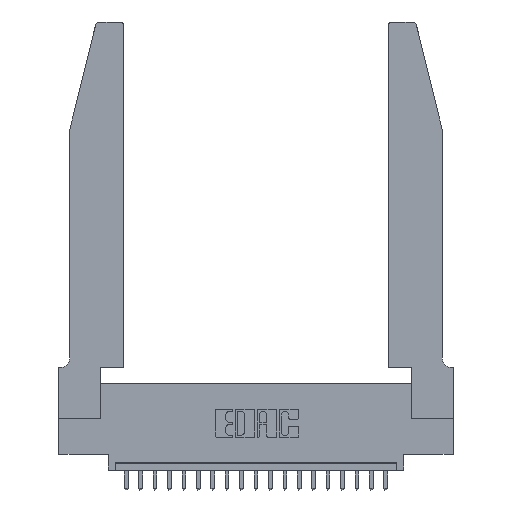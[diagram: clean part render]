
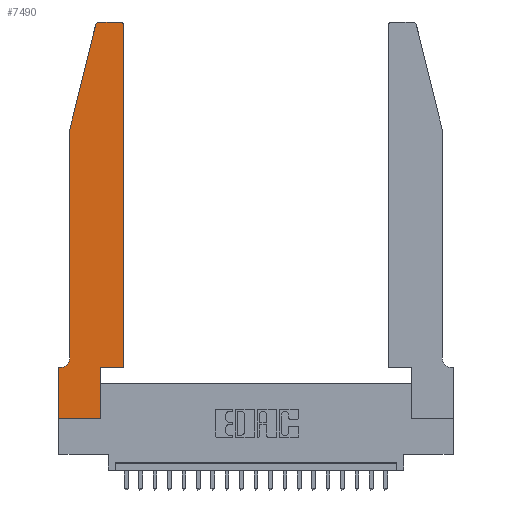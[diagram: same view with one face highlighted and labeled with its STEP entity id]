
A CAD part, top view. The second image highlights one B-rep face of the part: STEP entity #7490.
In plain terms, the highlighted planar face has unit normal (0, 0, 1).
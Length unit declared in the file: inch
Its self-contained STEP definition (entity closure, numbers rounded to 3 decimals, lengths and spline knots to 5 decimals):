
#189 = CARTESIAN_POINT ( 'NONE',  ( 0.4205, 2.75, 0.37 ) ) ;
#203 = EDGE_CURVE ( 'NONE', #13934, #17352, #16376, .T. ) ;
#491 = CARTESIAN_POINT ( 'NONE',  ( 0.284, 2.72, 0.37 ) ) ;
#570 = LINE ( 'NONE', #20804, #14304 ) ;
#573 = VERTEX_POINT ( 'NONE', #8202 ) ;
#635 = DIRECTION ( 'NONE',  ( 0., 0., 1. ) ) ;
#641 = DIRECTION ( 'NONE',  ( 0., 0., -1. ) ) ;
#768 = DIRECTION ( 'NONE',  ( 1., 0., 0. ) ) ;
#1202 = VECTOR ( 'NONE', #14092, 39.37008 ) ;
#1228 = VERTEX_POINT ( 'NONE', #3781 ) ;
#1341 = EDGE_LOOP ( 'NONE', ( #6988, #9094, #16408, #12920, #15401, #17872, #13021, #12127, #14081, #22324, #14480, #12360 ) ) ;
#1526 = LINE ( 'NONE', #19145, #19323 ) ;
#1579 = CARTESIAN_POINT ( 'NONE',  ( 0.284, 2.75, 0.37 ) ) ;
#1880 = CARTESIAN_POINT ( 'NONE',  ( 0.2605, 2.75, 0.37 ) ) ;
#1986 = FACE_OUTER_BOUND ( 'NONE', #1341, .T. ) ;
#1987 = VERTEX_POINT ( 'NONE', #10063 ) ;
#2114 = LINE ( 'NONE', #7797, #16661 ) ;
#2119 = VECTOR ( 'NONE', #4941, 39.37008 ) ;
#2128 = CARTESIAN_POINT ( 'NONE',  ( 0.4505, 0.35, 0.37 ) ) ;
#2368 = VECTOR ( 'NONE', #19136, 39.37008 ) ;
#2566 = EDGE_CURVE ( 'NONE', #22071, #573, #570, .T. ) ;
#2569 = AXIS2_PLACEMENT_3D ( 'NONE', #17857, #16175, #12645 ) ;
#3781 = CARTESIAN_POINT ( 'NONE',  ( 0., 0.35, 0.37 ) ) ;
#3789 = EDGE_CURVE ( 'NONE', #19500, #14838, #14815, .T. ) ;
#4216 = CIRCLE ( 'NONE', #2569, 0.03 ) ;
#4941 = DIRECTION ( 'NONE',  ( -1., 0., 0. ) ) ;
#5135 = EDGE_CURVE ( 'NONE', #8453, #20646, #16093, .T. ) ;
#5586 = EDGE_CURVE ( 'NONE', #573, #21519, #1526, .T. ) ;
#5619 = EDGE_CURVE ( 'NONE', #19649, #19500, #4216, .T. ) ;
#6988 = ORIENTED_EDGE ( 'NONE', *, *, #3789, .T. ) ;
#7078 = CIRCLE ( 'NONE', #13823, 0.03 ) ;
#7490 = ADVANCED_FACE ( 'NONE', ( #1986 ), #21886, .T. ) ;
#7689 = CARTESIAN_POINT ( 'NONE',  ( 0.0055, 0.35, 0.37 ) ) ;
#7797 = CARTESIAN_POINT ( 'NONE',  ( 0.4505, 0.35, 0.37 ) ) ;
#7985 = AXIS2_PLACEMENT_3D ( 'NONE', #20474, #22193, #16870 ) ;
#8202 = CARTESIAN_POINT ( 'NONE',  ( 0.2865, 0., 0.37 ) ) ;
#8233 = LINE ( 'NONE', #2128, #1202 ) ;
#8453 = VERTEX_POINT ( 'NONE', #13071 ) ;
#8581 = LINE ( 'NONE', #16786, #2119 ) ;
#9094 = ORIENTED_EDGE ( 'NONE', *, *, #14366, .T. ) ;
#9550 = CARTESIAN_POINT ( 'NONE',  ( 0.25487, 2.72718, 0.37 ) ) ;
#9684 = VECTOR ( 'NONE', #17254, 39.37008 ) ;
#9956 = CARTESIAN_POINT ( 'NONE',  ( 0.2865, 0.35, 0.37 ) ) ;
#10063 = CARTESIAN_POINT ( 'NONE',  ( 0.4505, 0.35, 0.37 ) ) ;
#10475 = EDGE_CURVE ( 'NONE', #1228, #22071, #18086, .T. ) ;
#10922 = VECTOR ( 'NONE', #17119, 39.37008 ) ;
#11415 = EDGE_CURVE ( 'NONE', #21519, #1987, #2114, .T. ) ;
#12032 = CARTESIAN_POINT ( 'NONE',  ( 0.0755, 2., 0.37 ) ) ;
#12127 = ORIENTED_EDGE ( 'NONE', *, *, #2566, .T. ) ;
#12360 = ORIENTED_EDGE ( 'NONE', *, *, #5619, .T. ) ;
#12401 = CARTESIAN_POINT ( 'NONE',  ( 0.0755, 2., 0.37 ) ) ;
#12550 = CARTESIAN_POINT ( 'NONE',  ( 0.0055, 0.42, 0.37 ) ) ;
#12645 = DIRECTION ( 'NONE',  ( 1., 0., 0. ) ) ;
#12884 = EDGE_CURVE ( 'NONE', #1987, #19649, #8233, .T. ) ;
#12920 = ORIENTED_EDGE ( 'NONE', *, *, #22061, .T. ) ;
#13021 = ORIENTED_EDGE ( 'NONE', *, *, #10475, .T. ) ;
#13071 = CARTESIAN_POINT ( 'NONE',  ( 0.0755, 0.42, 0.37 ) ) ;
#13605 = DIRECTION ( 'NONE',  ( 0., -1., 0. ) ) ;
#13823 = AXIS2_PLACEMENT_3D ( 'NONE', #491, #635, #19619 ) ;
#13934 = VERTEX_POINT ( 'NONE', #9550 ) ;
#13953 = DIRECTION ( 'NONE',  ( 1., 0., 0. ) ) ;
#13995 = DIRECTION ( 'NONE',  ( 0., 1., 0. ) ) ;
#14081 = ORIENTED_EDGE ( 'NONE', *, *, #5586, .T. ) ;
#14092 = DIRECTION ( 'NONE',  ( 0., 1., 0. ) ) ;
#14304 = VECTOR ( 'NONE', #13953, 39.37008 ) ;
#14366 = EDGE_CURVE ( 'NONE', #14838, #13934, #7078, .T. ) ;
#14480 = ORIENTED_EDGE ( 'NONE', *, *, #12884, .T. ) ;
#14815 = LINE ( 'NONE', #1880, #9684 ) ;
#14838 = VERTEX_POINT ( 'NONE', #1579 ) ;
#15401 = ORIENTED_EDGE ( 'NONE', *, *, #5135, .T. ) ;
#16093 = CIRCLE ( 'NONE', #22174, 0.07 ) ;
#16175 = DIRECTION ( 'NONE',  ( 0., 0., 1. ) ) ;
#16376 = LINE ( 'NONE', #12401, #2368 ) ;
#16408 = ORIENTED_EDGE ( 'NONE', *, *, #203, .T. ) ;
#16661 = VECTOR ( 'NONE', #768, 39.37008 ) ;
#16786 = CARTESIAN_POINT ( 'NONE',  ( 0.0755, 0.35, 0.37 ) ) ;
#16870 = DIRECTION ( 'NONE',  ( 1., 0., 0. ) ) ;
#17119 = DIRECTION ( 'NONE',  ( 0., -1., 0. ) ) ;
#17134 = LINE ( 'NONE', #12032, #10922 ) ;
#17178 = CARTESIAN_POINT ( 'NONE',  ( 0., 0., 0.37 ) ) ;
#17254 = DIRECTION ( 'NONE',  ( -1., 0., 0. ) ) ;
#17261 = VECTOR ( 'NONE', #13605, 39.37008 ) ;
#17352 = VERTEX_POINT ( 'NONE', #21604 ) ;
#17857 = CARTESIAN_POINT ( 'NONE',  ( 0.4205, 2.72, 0.37 ) ) ;
#17872 = ORIENTED_EDGE ( 'NONE', *, *, #20972, .T. ) ;
#18086 = LINE ( 'NONE', #17178, #17261 ) ;
#19136 = DIRECTION ( 'NONE',  ( -0.239, -0.971, 0. ) ) ;
#19145 = CARTESIAN_POINT ( 'NONE',  ( 0.2865, 0.35, 0.37 ) ) ;
#19323 = VECTOR ( 'NONE', #13995, 39.37008 ) ;
#19500 = VERTEX_POINT ( 'NONE', #189 ) ;
#19541 = CARTESIAN_POINT ( 'NONE',  ( 0.4505, 2.72, 0.37 ) ) ;
#19619 = DIRECTION ( 'NONE',  ( 1., 0., 0. ) ) ;
#19649 = VERTEX_POINT ( 'NONE', #19541 ) ;
#20474 = CARTESIAN_POINT ( 'NONE',  ( 0., 0.35, 0.37 ) ) ;
#20646 = VERTEX_POINT ( 'NONE', #7689 ) ;
#20804 = CARTESIAN_POINT ( 'NONE',  ( 0., 0., 0.37 ) ) ;
#20972 = EDGE_CURVE ( 'NONE', #20646, #1228, #8581, .T. ) ;
#21345 = DIRECTION ( 'NONE',  ( -1., 0., 0. ) ) ;
#21519 = VERTEX_POINT ( 'NONE', #9956 ) ;
#21604 = CARTESIAN_POINT ( 'NONE',  ( 0.0755, 2., 0.37 ) ) ;
#21886 = PLANE ( 'NONE',  #7985 ) ;
#22061 = EDGE_CURVE ( 'NONE', #17352, #8453, #17134, .T. ) ;
#22071 = VERTEX_POINT ( 'NONE', #22121 ) ;
#22121 = CARTESIAN_POINT ( 'NONE',  ( 0., 0., 0.37 ) ) ;
#22174 = AXIS2_PLACEMENT_3D ( 'NONE', #12550, #641, #21345 ) ;
#22193 = DIRECTION ( 'NONE',  ( 0., 0., 1. ) ) ;
#22324 = ORIENTED_EDGE ( 'NONE', *, *, #11415, .T. ) ;
